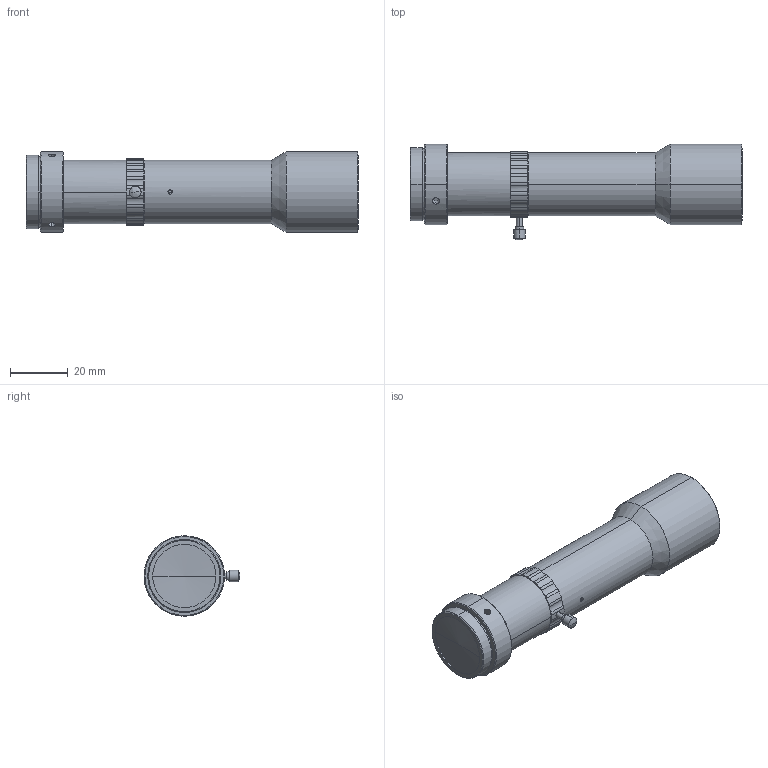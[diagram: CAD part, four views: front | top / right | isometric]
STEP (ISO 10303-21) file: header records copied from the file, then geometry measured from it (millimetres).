
FILE_DESCRIPTION (( 'STEP AP203' ), '1' );
FILE_NAME ('WWH07-145AT-GL.STEP', '2019-07-09T01:58:05', ( '' ), ( '' ), 'SwSTEP 2.0', 'SolidWorks 2017', '' );
FILE_SCHEMA (( 'CONFIG_CONTROL_DESIGN' ));
Length unit declared in the file: millimetre
Products named in the file (1): WWH07-145AT-GL
Bounding box: 115.4 x 33.34 x 28 mm (x, y, z)
Volume: 52329.6 mm3; surface area: 10644 mm2
Topology: 1 solids, 1 shells, 123 faces, 305 edges, 194 vertices
Faces by surface type: cylinder 80, cone 21, plane 20, bspline 2
Entity records: 4044 total; most frequent: CARTESIAN_POINT 941, DIRECTION 706, ORIENTED_EDGE 602, AXIS2_PLACEMENT_3D 305, EDGE_CURVE 301, VERTEX_POINT 194, CIRCLE 183, EDGE_LOOP 137
